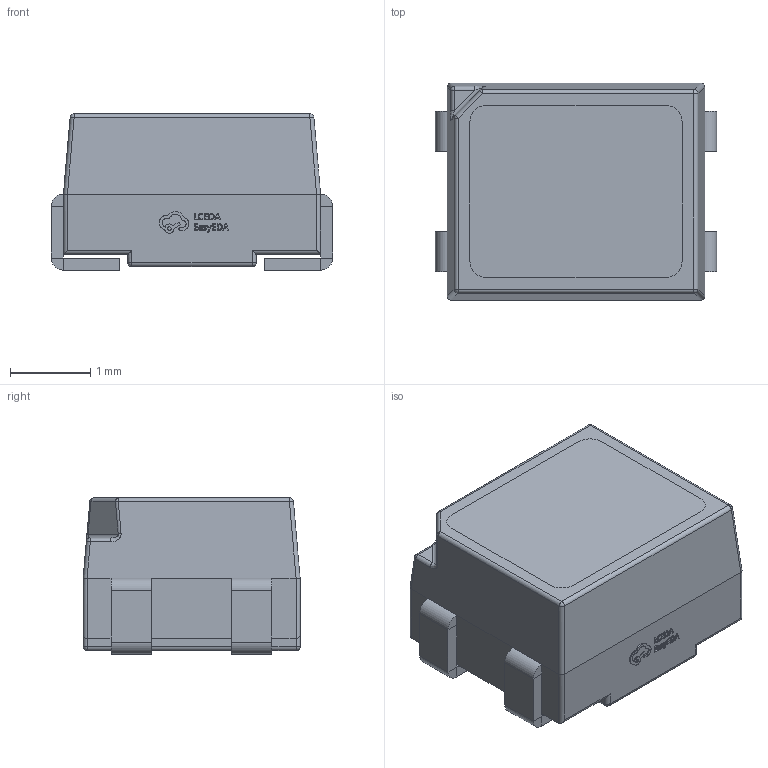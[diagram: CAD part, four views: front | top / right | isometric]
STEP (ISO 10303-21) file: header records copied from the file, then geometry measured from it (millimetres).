
FILE_DESCRIPTION (( 'STEP AP214' ), '1' );
FILE_NAME ('LED-SMD_4P-L3.5-W2.7-H1.9.step', '2022-07-08T12:15:53', ( '' ), ( '' ), 'SwSTEP 2.0', 'SolidWorks 2020', '' );
FILE_SCHEMA (( 'AUTOMOTIVE_DESIGN' ));
Length unit declared in the file: millimetre
Products named in the file (1): LED-SMD_4P-L3.5-W2.7-H1.9
Bounding box: 3.5 x 2.71 x 1.94 mm (x, y, z)
Volume: 15.6 mm3; surface area: 59.5 mm2
Topology: 2 solids, 2 shells, 444 faces, 1122 edges, 702 vertices
Faces by surface type: plane 259, bspline 115, cylinder 52, sphere 14, torus 4
Entity records: 18451 total; most frequent: CARTESIAN_POINT 4452, ORIENTED_EDGE 2228, DIRECTION 1623, EDGE_CURVE 1114, LINE 773, VECTOR 773, VERTEX_POINT 702, EDGE_LOOP 472
